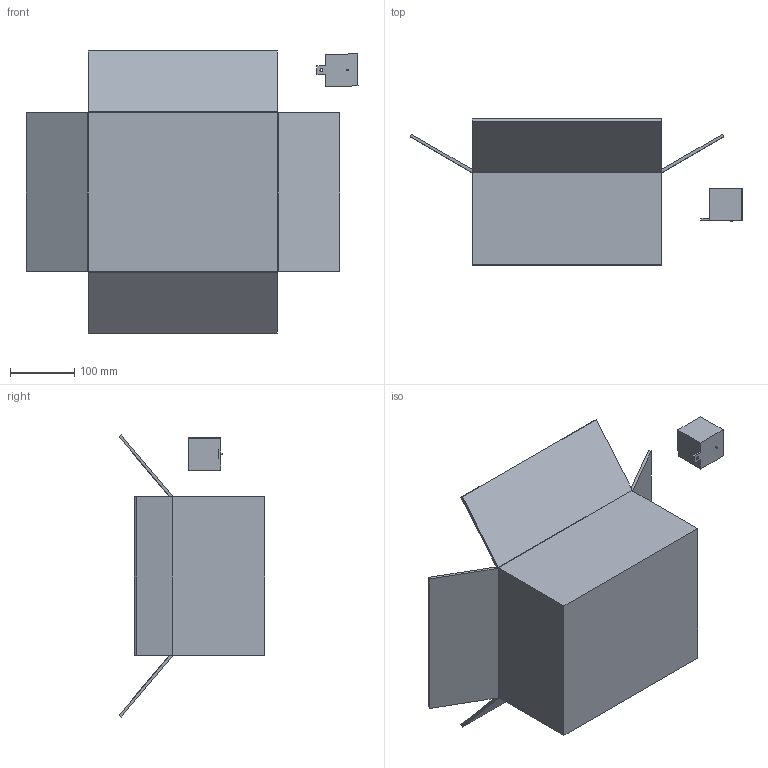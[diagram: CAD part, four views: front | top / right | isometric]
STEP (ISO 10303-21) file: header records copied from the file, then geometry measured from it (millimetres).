
FILE_DESCRIPTION (( 'STEP AP203' ), '1' );
FILE_NAME ('119-4529.STEP', '2024-11-29T13:23:04', ( '' ), ( '' ), 'SwSTEP 2.0', 'SolidWorks 2022', '' );
FILE_SCHEMA (( 'CONFIG_CONTROL_DESIGN' ));
Length unit declared in the file: millimetre
Products named in the file (3): 119-4529; 8173024; 119-8440_OPEN BOX
Assembly tree (2 placements, depth 2):
  119-4529
    119-8440_OPEN BOX
    8173024
Bounding box: 518.28 x 227.6 x 440.25 mm (x, y, z)
Volume: 5374052.4 mm3; surface area: 681399.2 mm2
Topology: 3 solids, 3 shells, 50 faces, 128 edges, 84 vertices
Faces by surface type: plane 46, cylinder 4
Entity records: 1799 total; most frequent: CARTESIAN_POINT 267, ORIENTED_EDGE 256, DIRECTION 246, EDGE_CURVE 128, VECTOR 120, LINE 120, VERTEX_POINT 84, AXIS2_PLACEMENT_3D 63
